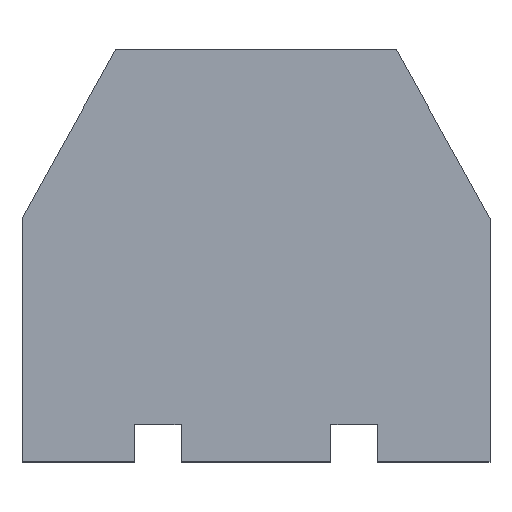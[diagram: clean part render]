
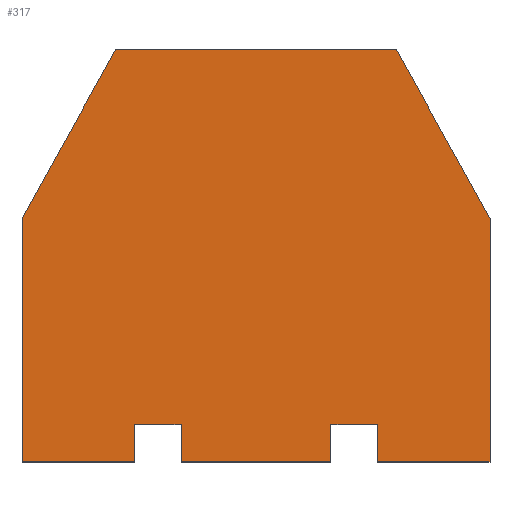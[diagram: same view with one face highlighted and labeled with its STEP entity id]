
A CAD part, top view. The second image highlights one B-rep face of the part: STEP entity #317.
In plain terms, the highlighted planar face has unit normal (0, 0, 1).
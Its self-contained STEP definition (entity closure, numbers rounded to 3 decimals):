
#31=FACE_OUTER_BOUND('',#47,.T.);
#47=EDGE_LOOP('',(#272,#273,#274,#275,#276,#277,#278,#279,#280,#281,#282,
#283,#284,#285));
#62=LINE('',#466,#104);
#65=LINE('',#471,#107);
#67=LINE('',#475,#109);
#69=LINE('',#479,#111);
#71=LINE('',#483,#113);
#73=LINE('',#487,#115);
#75=LINE('',#491,#117);
#77=LINE('',#495,#119);
#79=LINE('',#499,#121);
#81=LINE('',#503,#123);
#83=LINE('',#507,#125);
#85=LINE('',#511,#127);
#87=LINE('',#515,#129);
#89=LINE('',#518,#131);
#104=VECTOR('',#377,10.);
#107=VECTOR('',#382,10.);
#109=VECTOR('',#386,10.);
#111=VECTOR('',#390,10.);
#113=VECTOR('',#394,10.);
#115=VECTOR('',#398,10.);
#117=VECTOR('',#402,10.);
#119=VECTOR('',#406,10.);
#121=VECTOR('',#410,10.);
#123=VECTOR('',#414,10.);
#125=VECTOR('',#418,10.);
#127=VECTOR('',#422,10.);
#129=VECTOR('',#426,10.);
#131=VECTOR('',#430,10.);
#146=VERTEX_POINT('',#464);
#147=VERTEX_POINT('',#465);
#148=VERTEX_POINT('',#470);
#149=VERTEX_POINT('',#474);
#150=VERTEX_POINT('',#478);
#151=VERTEX_POINT('',#482);
#152=VERTEX_POINT('',#486);
#153=VERTEX_POINT('',#490);
#154=VERTEX_POINT('',#494);
#155=VERTEX_POINT('',#498);
#156=VERTEX_POINT('',#502);
#157=VERTEX_POINT('',#506);
#158=VERTEX_POINT('',#510);
#159=VERTEX_POINT('',#514);
#174=EDGE_CURVE('',#146,#147,#62,.T.);
#177=EDGE_CURVE('',#147,#148,#65,.T.);
#179=EDGE_CURVE('',#148,#149,#67,.T.);
#181=EDGE_CURVE('',#149,#150,#69,.T.);
#183=EDGE_CURVE('',#150,#151,#71,.T.);
#185=EDGE_CURVE('',#151,#152,#73,.T.);
#187=EDGE_CURVE('',#152,#153,#75,.T.);
#189=EDGE_CURVE('',#153,#154,#77,.T.);
#191=EDGE_CURVE('',#154,#155,#79,.T.);
#193=EDGE_CURVE('',#155,#156,#81,.T.);
#195=EDGE_CURVE('',#156,#157,#83,.T.);
#197=EDGE_CURVE('',#157,#158,#85,.T.);
#199=EDGE_CURVE('',#158,#159,#87,.T.);
#201=EDGE_CURVE('',#159,#146,#89,.T.);
#272=ORIENTED_EDGE('',*,*,#174,.F.);
#273=ORIENTED_EDGE('',*,*,#201,.F.);
#274=ORIENTED_EDGE('',*,*,#199,.F.);
#275=ORIENTED_EDGE('',*,*,#197,.F.);
#276=ORIENTED_EDGE('',*,*,#195,.F.);
#277=ORIENTED_EDGE('',*,*,#193,.F.);
#278=ORIENTED_EDGE('',*,*,#191,.F.);
#279=ORIENTED_EDGE('',*,*,#189,.F.);
#280=ORIENTED_EDGE('',*,*,#187,.F.);
#281=ORIENTED_EDGE('',*,*,#185,.F.);
#282=ORIENTED_EDGE('',*,*,#183,.F.);
#283=ORIENTED_EDGE('',*,*,#181,.F.);
#284=ORIENTED_EDGE('',*,*,#179,.F.);
#285=ORIENTED_EDGE('',*,*,#177,.F.);
#301=PLANE('',#356);
#317=ADVANCED_FACE('',(#31),#301,.T.);
#356=AXIS2_PLACEMENT_3D('',#519,#431,#432);
#377=DIRECTION('',(0.,1.,0.));
#382=DIRECTION('',(-1.,0.,0.));
#386=DIRECTION('',(0.,-1.,0.));
#390=DIRECTION('',(-1.,0.,0.));
#394=DIRECTION('',(0.,1.,0.));
#398=DIRECTION('',(-1.,0.,0.));
#402=DIRECTION('',(0.,-1.,0.));
#406=DIRECTION('',(-1.,0.,0.));
#410=DIRECTION('',(0.,1.,0.));
#414=DIRECTION('',(0.486,0.874,0.));
#418=DIRECTION('',(1.,0.,0.));
#422=DIRECTION('',(0.486,-0.874,0.));
#426=DIRECTION('',(0.,-1.,0.));
#430=DIRECTION('',(-1.,0.,0.));
#431=DIRECTION('center_axis',(0.,0.,1.));
#432=DIRECTION('ref_axis',(1.,0.,0.));
#464=CARTESIAN_POINT('',(6.5,0.,7.5));
#465=CARTESIAN_POINT('',(6.5,2.,7.5));
#466=CARTESIAN_POINT('',(6.5,0.,7.5));
#470=CARTESIAN_POINT('',(4.,2.,7.5));
#471=CARTESIAN_POINT('',(6.5,2.,7.5));
#474=CARTESIAN_POINT('',(4.,0.,7.5));
#475=CARTESIAN_POINT('',(4.,2.,7.5));
#478=CARTESIAN_POINT('',(-4.,0.,7.5));
#479=CARTESIAN_POINT('',(4.,0.,7.5));
#482=CARTESIAN_POINT('',(-4.,2.,7.5));
#483=CARTESIAN_POINT('',(-4.,0.,7.5));
#486=CARTESIAN_POINT('',(-6.5,2.,7.5));
#487=CARTESIAN_POINT('',(-4.,2.,7.5));
#490=CARTESIAN_POINT('',(-6.5,0.,7.5));
#491=CARTESIAN_POINT('',(-6.5,2.,7.5));
#494=CARTESIAN_POINT('',(-12.5,0.,7.5));
#495=CARTESIAN_POINT('',(-6.5,0.,7.5));
#498=CARTESIAN_POINT('',(-12.5,13.,7.5));
#499=CARTESIAN_POINT('',(-12.5,0.,7.5));
#502=CARTESIAN_POINT('',(-7.5,22.,7.5));
#503=CARTESIAN_POINT('',(-12.5,13.,7.5));
#506=CARTESIAN_POINT('',(7.5,22.,7.5));
#507=CARTESIAN_POINT('',(-7.5,22.,7.5));
#510=CARTESIAN_POINT('',(12.5,13.,7.5));
#511=CARTESIAN_POINT('',(7.5,22.,7.5));
#514=CARTESIAN_POINT('',(12.5,0.,7.5));
#515=CARTESIAN_POINT('',(12.5,13.,7.5));
#518=CARTESIAN_POINT('',(12.5,0.,7.5));
#519=CARTESIAN_POINT('Origin',(0.,9.275,7.5));
